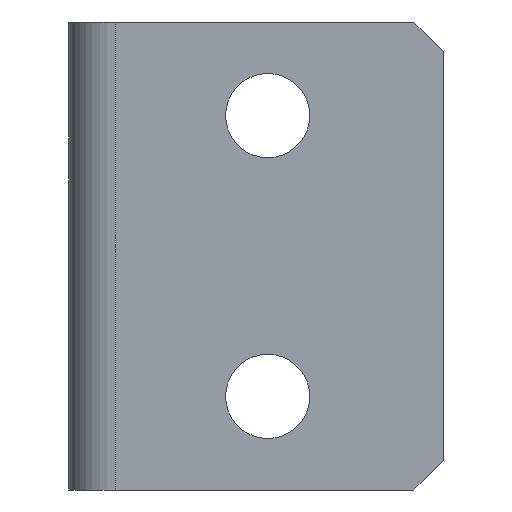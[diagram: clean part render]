
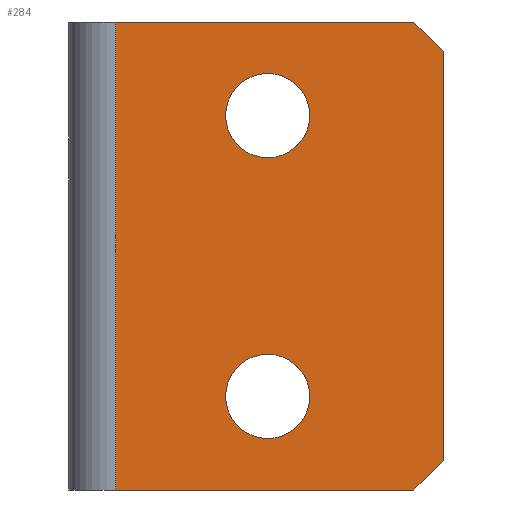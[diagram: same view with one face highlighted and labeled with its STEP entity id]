
A CAD part, front view. The second image highlights one B-rep face of the part: STEP entity #284.
In plain terms, the highlighted planar face has unit normal (0, -1, 0).
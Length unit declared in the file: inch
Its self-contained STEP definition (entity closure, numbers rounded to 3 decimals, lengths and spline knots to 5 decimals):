
#23 = CARTESIAN_POINT ( 'NONE',  ( 0.425, 0., -0.3 ) ) ;
#25 = DIRECTION ( 'NONE',  ( 0., 0., 1. ) ) ;
#26 = DIRECTION ( 'NONE',  ( 0., -1., 0. ) ) ;
#30 = DIRECTION ( 'NONE',  ( 0., 0., 1. ) ) ;
#44 = DIRECTION ( 'NONE',  ( 0., 0., 1. ) ) ;
#46 = PLANE ( 'NONE',  #379 ) ;
#77 = DIRECTION ( 'NONE',  ( 0., 1., 0. ) ) ;
#80 = CARTESIAN_POINT ( 'NONE',  ( 0.8, 0., 0.5 ) ) ;
#86 = CARTESIAN_POINT ( 'NONE',  ( 0.7375, 0., 0.5 ) ) ;
#88 = DIRECTION ( 'NONE',  ( -0.707, 0., 0.707 ) ) ;
#116 = CARTESIAN_POINT ( 'NONE',  ( 0.425, 0., 0.3 ) ) ;
#117 = DIRECTION ( 'NONE',  ( 0., 0., 1. ) ) ;
#118 = DIRECTION ( 'NONE',  ( 0., -1., 0. ) ) ;
#147 = CARTESIAN_POINT ( 'NONE',  ( 0.425, 0., 0.3 ) ) ;
#175 = CARTESIAN_POINT ( 'NONE',  ( 0.1, 0., 0.5 ) ) ;
#179 = CARTESIAN_POINT ( 'NONE',  ( 0.1, 0., -0.5 ) ) ;
#181 = DIRECTION ( 'NONE',  ( 0., 0., -1. ) ) ;
#182 = DIRECTION ( 'NONE',  ( 1., 0., 0. ) ) ;
#200 = CARTESIAN_POINT ( 'NONE',  ( 0.7375, 0., -0.5 ) ) ;
#209 = CARTESIAN_POINT ( 'NONE',  ( 0.7375, 0., 0.5 ) ) ;
#210 = CARTESIAN_POINT ( 'NONE',  ( 0.515, 0., 0.3 ) ) ;
#219 = DIRECTION ( 'NONE',  ( 0., 0., -1. ) ) ;
#221 = DIRECTION ( 'NONE',  ( 0., -1., 0. ) ) ;
#222 = CARTESIAN_POINT ( 'NONE',  ( 0.425, 0., -0.3 ) ) ;
#223 = DIRECTION ( 'NONE',  ( 0., -1., 0. ) ) ;
#224 = DIRECTION ( 'NONE',  ( 0., 0., 1. ) ) ;
#227 = CARTESIAN_POINT ( 'NONE',  ( 0.8, 0., 0.4375 ) ) ;
#228 = CARTESIAN_POINT ( 'NONE',  ( 0.8, 0., -0.4375 ) ) ;
#229 = CARTESIAN_POINT ( 'NONE',  ( 0.335, 0., -0.3 ) ) ;
#238 = CARTESIAN_POINT ( 'NONE',  ( 0.8, 0., -0.5 ) ) ;
#250 = CARTESIAN_POINT ( 'NONE',  ( 0.8, 0., 0.5 ) ) ;
#251 = CARTESIAN_POINT ( 'NONE',  ( 0.8, 0., 0.5 ) ) ;
#259 = DIRECTION ( 'NONE',  ( 0.707, 0., 0.707 ) ) ;
#260 = DIRECTION ( 'NONE',  ( 1., 0., 0. ) ) ;
#272 = CARTESIAN_POINT ( 'NONE',  ( 0.8, 0., -0.4375 ) ) ;
#284 = ADVANCED_FACE ( 'NONE', ( #521, #595, #607 ), #46, .F. ) ;
#286 = EDGE_CURVE ( 'NONE', #546, #492, #558, .T. ) ;
#321 = EDGE_CURVE ( 'NONE', #546, #513, #515, .T. ) ;
#322 = EDGE_CURVE ( 'NONE', #510, #482, #701, .T. ) ;
#328 = EDGE_CURVE ( 'NONE', #492, #538, #696, .T. ) ;
#330 = EDGE_CURVE ( 'NONE', #551, #447, #591, .T. ) ;
#339 = EDGE_CURVE ( 'NONE', #538, #482, #684, .T. ) ;
#343 = EDGE_CURVE ( 'NONE', #510, #513, #586, .T. ) ;
#345 = EDGE_CURVE ( 'NONE', #517, #751, #613, .T. ) ;
#352 = EDGE_CURVE ( 'NONE', #447, #551, #555, .T. ) ;
#353 = EDGE_CURVE ( 'NONE', #751, #517, #609, .T. ) ;
#376 = AXIS2_PLACEMENT_3D ( 'NONE', #116, #118, #117 ) ;
#379 = AXIS2_PLACEMENT_3D ( 'NONE', #80, #77, #44 ) ;
#382 = AXIS2_PLACEMENT_3D ( 'NONE', #222, #223, #224 ) ;
#386 = AXIS2_PLACEMENT_3D ( 'NONE', #147, #26, #30 ) ;
#387 = AXIS2_PLACEMENT_3D ( 'NONE', #23, #221, #25 ) ;
#426 = CARTESIAN_POINT ( 'NONE',  ( 0.335, 0., 0.3 ) ) ;
#429 = CARTESIAN_POINT ( 'NONE',  ( 0.515, 0., -0.3 ) ) ;
#431 = CARTESIAN_POINT ( 'NONE',  ( 0.1, 0., 0.5 ) ) ;
#447 = VERTEX_POINT ( 'NONE', #229 ) ;
#458 = ORIENTED_EDGE ( 'NONE', *, *, #286, .T. ) ;
#482 = VERTEX_POINT ( 'NONE', #228 ) ;
#492 = VERTEX_POINT ( 'NONE', #179 ) ;
#493 = ORIENTED_EDGE ( 'NONE', *, *, #343, .T. ) ;
#510 = VERTEX_POINT ( 'NONE', #227 ) ;
#513 = VERTEX_POINT ( 'NONE', #209 ) ;
#515 = LINE ( 'NONE', #250, #691 ) ;
#517 = VERTEX_POINT ( 'NONE', #210 ) ;
#521 = FACE_BOUND ( 'NONE', #702, .T. ) ;
#538 = VERTEX_POINT ( 'NONE', #200 ) ;
#546 = VERTEX_POINT ( 'NONE', #431 ) ;
#551 = VERTEX_POINT ( 'NONE', #429 ) ;
#555 = CIRCLE ( 'NONE', #387, 0.09 ) ;
#558 = LINE ( 'NONE', #175, #599 ) ;
#562 = ORIENTED_EDGE ( 'NONE', *, *, #353, .F. ) ;
#566 = ORIENTED_EDGE ( 'NONE', *, *, #321, .F. ) ;
#567 = VECTOR ( 'NONE', #259, 39.37008 ) ;
#583 = VECTOR ( 'NONE', #88, 39.37008 ) ;
#586 = LINE ( 'NONE', #86, #583 ) ;
#590 = VECTOR ( 'NONE', #260, 39.37008 ) ;
#591 = CIRCLE ( 'NONE', #382, 0.09 ) ;
#595 = FACE_BOUND ( 'NONE', #637, .T. ) ;
#599 = VECTOR ( 'NONE', #181, 39.37008 ) ;
#607 = FACE_OUTER_BOUND ( 'NONE', #699, .T. ) ;
#609 = CIRCLE ( 'NONE', #386, 0.09 ) ;
#613 = CIRCLE ( 'NONE', #376, 0.09 ) ;
#637 = EDGE_LOOP ( 'NONE', ( #764, #642 ) ) ;
#642 = ORIENTED_EDGE ( 'NONE', *, *, #330, .F. ) ;
#665 = ORIENTED_EDGE ( 'NONE', *, *, #322, .F. ) ;
#679 = VECTOR ( 'NONE', #219, 39.37008 ) ;
#684 = LINE ( 'NONE', #272, #567 ) ;
#691 = VECTOR ( 'NONE', #182, 39.37008 ) ;
#696 = LINE ( 'NONE', #238, #590 ) ;
#699 = EDGE_LOOP ( 'NONE', ( #665, #493, #566, #458, #732, #705 ) ) ;
#701 = LINE ( 'NONE', #251, #679 ) ;
#702 = EDGE_LOOP ( 'NONE', ( #562, #730 ) ) ;
#705 = ORIENTED_EDGE ( 'NONE', *, *, #339, .T. ) ;
#730 = ORIENTED_EDGE ( 'NONE', *, *, #345, .F. ) ;
#732 = ORIENTED_EDGE ( 'NONE', *, *, #328, .T. ) ;
#751 = VERTEX_POINT ( 'NONE', #426 ) ;
#764 = ORIENTED_EDGE ( 'NONE', *, *, #352, .F. ) ;
